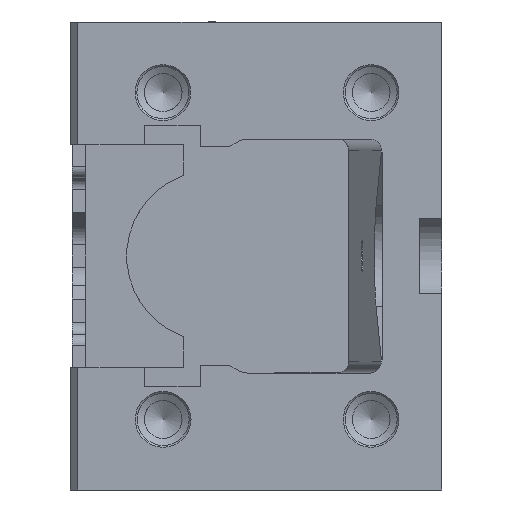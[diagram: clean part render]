
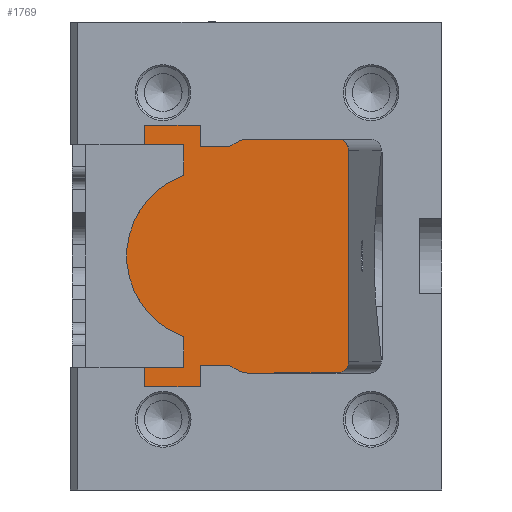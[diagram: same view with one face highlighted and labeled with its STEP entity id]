
A CAD part, left-side view. The second image highlights one B-rep face of the part: STEP entity #1769.
In plain terms, the highlighted planar face has unit normal (-1, 0, 0).
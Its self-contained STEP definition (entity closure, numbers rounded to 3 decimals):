
#150 = EDGE_CURVE ( 'NONE', #2896, #400, #10728, .T. ) ;
#182 = CARTESIAN_POINT ( 'NONE',  ( 402., 107., -29.5 ) ) ;
#209 = CARTESIAN_POINT ( 'NONE',  ( 402., 83.5, -100. ) ) ;
#239 = LINE ( 'NONE', #182, #8365 ) ;
#245 = DIRECTION ( 'NONE',  ( 0., 1., 0. ) ) ;
#279 = VERTEX_POINT ( 'NONE', #864 ) ;
#400 = VERTEX_POINT ( 'NONE', #10359 ) ;
#412 = DIRECTION ( 'NONE',  ( 0., 0., -1. ) ) ;
#583 = CARTESIAN_POINT ( 'NONE',  ( 402., 58.263, -30.83 ) ) ;
#587 = ORIENTED_EDGE ( 'NONE', *, *, #150, .F. ) ;
#623 = LINE ( 'NONE', #847, #2339 ) ;
#690 = LINE ( 'NONE', #6262, #4350 ) ;
#698 = PLANE ( 'NONE',  #9885 ) ;
#746 = CARTESIAN_POINT ( 'NONE',  ( 402., 55.763, -26.5 ) ) ;
#759 = DIRECTION ( 'NONE',  ( 0., -1., 0. ) ) ;
#817 = DIRECTION ( 'NONE',  ( -1., 0., 0. ) ) ;
#847 = CARTESIAN_POINT ( 'NONE',  ( 402., 63.737, 27.67 ) ) ;
#864 = CARTESIAN_POINT ( 'NONE',  ( 402., 55.763, 31.5 ) ) ;
#871 = CARTESIAN_POINT ( 'NONE',  ( 402., 55.763, -31.5 ) ) ;
#1088 = DIRECTION ( 'NONE',  ( 0., 1., 0. ) ) ;
#1155 = CARTESIAN_POINT ( 'NONE',  ( 402., 55.763, 26.5 ) ) ;
#1169 = ORIENTED_EDGE ( 'NONE', *, *, #1937, .F. ) ;
#1247 = LINE ( 'NONE', #10588, #1392 ) ;
#1270 = VERTEX_POINT ( 'NONE', #8026 ) ;
#1392 = VECTOR ( 'NONE', #7252, 1000. ) ;
#1406 = EDGE_CURVE ( 'NONE', #2210, #2310, #7754, .T. ) ;
#1447 = LINE ( 'NONE', #9244, #5620 ) ;
#1466 = VECTOR ( 'NONE', #3519, 1000. ) ;
#1474 = CARTESIAN_POINT ( 'NONE',  ( 402., 83.5, -35.25 ) ) ;
#1507 = EDGE_CURVE ( 'NONE', #1881, #4682, #8284, .T. ) ;
#1552 = DIRECTION ( 'NONE',  ( 0., 0., 1. ) ) ;
#1648 = VECTOR ( 'NONE', #7054, 1000. ) ;
#1708 = CARTESIAN_POINT ( 'NONE',  ( 402., 83.5, -30. ) ) ;
#1769 = ADVANCED_FACE ( 'NONE', ( #10893 ), #698, .T. ) ;
#1781 = EDGE_CURVE ( 'NONE', #3066, #2925, #5110, .T. ) ;
#1881 = VERTEX_POINT ( 'NONE', #1708 ) ;
#1937 = EDGE_CURVE ( 'NONE', #3993, #2554, #1447, .T. ) ;
#2201 = VECTOR ( 'NONE', #5115, 1000. ) ;
#2210 = VERTEX_POINT ( 'NONE', #6247 ) ;
#2310 = VERTEX_POINT ( 'NONE', #583 ) ;
#2339 = VECTOR ( 'NONE', #3427, 1000. ) ;
#2554 = VERTEX_POINT ( 'NONE', #4318 ) ;
#2557 = CARTESIAN_POINT ( 'NONE',  ( 402., 107., 29.5 ) ) ;
#2559 = CARTESIAN_POINT ( 'NONE',  ( 402., 68.5, 29.5 ) ) ;
#2806 = ORIENTED_EDGE ( 'NONE', *, *, #5852, .T. ) ;
#2878 = ORIENTED_EDGE ( 'NONE', *, *, #1781, .F. ) ;
#2896 = VERTEX_POINT ( 'NONE', #10809 ) ;
#2925 = VERTEX_POINT ( 'NONE', #5041 ) ;
#3021 = EDGE_CURVE ( 'NONE', #2925, #3494, #8873, .T. ) ;
#3066 = VERTEX_POINT ( 'NONE', #6118 ) ;
#3113 = DIRECTION ( 'NONE',  ( -1., 0., 0. ) ) ;
#3137 = CARTESIAN_POINT ( 'NONE',  ( 402., 63.737, -27.67 ) ) ;
#3150 = CARTESIAN_POINT ( 'NONE',  ( 402., 55.763, -31.5 ) ) ;
#3163 = CARTESIAN_POINT ( 'NONE',  ( 402., 58.263, 30.83 ) ) ;
#3173 = LINE ( 'NONE', #9722, #9349 ) ;
#3267 = ORIENTED_EDGE ( 'NONE', *, *, #10822, .F. ) ;
#3281 = VERTEX_POINT ( 'NONE', #1474 ) ;
#3381 = ORIENTED_EDGE ( 'NONE', *, *, #4139, .F. ) ;
#3427 = DIRECTION ( 'NONE',  ( 0., 0.866, -0.5 ) ) ;
#3494 = VERTEX_POINT ( 'NONE', #6869 ) ;
#3519 = DIRECTION ( 'NONE',  ( 0., 1., 0. ) ) ;
#3736 = EDGE_CURVE ( 'NONE', #3494, #1270, #1247, .T. ) ;
#3838 = VERTEX_POINT ( 'NONE', #3163 ) ;
#3993 = VERTEX_POINT ( 'NONE', #7649 ) ;
#4114 = ORIENTED_EDGE ( 'NONE', *, *, #9764, .F. ) ;
#4139 = EDGE_CURVE ( 'NONE', #2554, #3281, #8571, .T. ) ;
#4185 = DIRECTION ( 'NONE',  ( 0., 0., -1. ) ) ;
#4318 = CARTESIAN_POINT ( 'NONE',  ( 402., 68.5, -35.25 ) ) ;
#4350 = VECTOR ( 'NONE', #8631, 1000. ) ;
#4388 = VERTEX_POINT ( 'NONE', #10725 ) ;
#4438 = ORIENTED_EDGE ( 'NONE', *, *, #5972, .T. ) ;
#4548 = ORIENTED_EDGE ( 'NONE', *, *, #1507, .F. ) ;
#4682 = VERTEX_POINT ( 'NONE', #10502 ) ;
#4743 = DIRECTION ( 'NONE',  ( 0., -1., 0. ) ) ;
#5002 = DIRECTION ( 'NONE',  ( 0., 0., -1. ) ) ;
#5041 = CARTESIAN_POINT ( 'NONE',  ( 402., 83.5, 30. ) ) ;
#5110 = LINE ( 'NONE', #6470, #7742 ) ;
#5115 = DIRECTION ( 'NONE',  ( 0., 0., 1. ) ) ;
#5620 = VECTOR ( 'NONE', #4185, 1000. ) ;
#5641 = VECTOR ( 'NONE', #5748, 1000. ) ;
#5687 = LINE ( 'NONE', #871, #6778 ) ;
#5748 = DIRECTION ( 'NONE',  ( 0., -0.866, -0.5 ) ) ;
#5808 = EDGE_LOOP ( 'NONE', ( #2806, #587, #7496, #4438, #7284, #10748, #8544, #9090, #10708, #2878, #3267, #4548, #4114, #3381, #1169, #6474, #6203, #5933 ) ) ;
#5852 = EDGE_CURVE ( 'NONE', #9804, #400, #5687, .T. ) ;
#5867 = AXIS2_PLACEMENT_3D ( 'NONE', #746, #817, #7501 ) ;
#5933 = ORIENTED_EDGE ( 'NONE', *, *, #7061, .T. ) ;
#5971 = DIRECTION ( 'NONE',  ( 0., -1., 0. ) ) ;
#5972 = EDGE_CURVE ( 'NONE', #279, #3838, #6230, .T. ) ;
#6118 = CARTESIAN_POINT ( 'NONE',  ( 402., 99.31, 30. ) ) ;
#6137 = EDGE_CURVE ( 'NONE', #1270, #8193, #6896, .T. ) ;
#6203 = ORIENTED_EDGE ( 'NONE', *, *, #1406, .T. ) ;
#6230 = CIRCLE ( 'NONE', #7764, 5. ) ;
#6247 = CARTESIAN_POINT ( 'NONE',  ( 402., 60.567, -29.5 ) ) ;
#6262 = CARTESIAN_POINT ( 'NONE',  ( 402., 99.31, 57. ) ) ;
#6269 = VECTOR ( 'NONE', #5002, 1000. ) ;
#6289 = CARTESIAN_POINT ( 'NONE',  ( 402., 83.5, -100. ) ) ;
#6470 = CARTESIAN_POINT ( 'NONE',  ( 402., 103.5, 30. ) ) ;
#6474 = ORIENTED_EDGE ( 'NONE', *, *, #8586, .F. ) ;
#6582 = CARTESIAN_POINT ( 'NONE',  ( 402., 0., 0. ) ) ;
#6696 = EDGE_CURVE ( 'NONE', #279, #2896, #3173, .T. ) ;
#6748 = LINE ( 'NONE', #2557, #9472 ) ;
#6769 = EDGE_CURVE ( 'NONE', #8193, #4388, #6748, .T. ) ;
#6778 = VECTOR ( 'NONE', #5971, 1000. ) ;
#6869 = CARTESIAN_POINT ( 'NONE',  ( 402., 83.5, 35.25 ) ) ;
#6896 = LINE ( 'NONE', #10468, #9619 ) ;
#7054 = DIRECTION ( 'NONE',  ( 0., 0., 1. ) ) ;
#7061 = EDGE_CURVE ( 'NONE', #2310, #9804, #9185, .T. ) ;
#7252 = DIRECTION ( 'NONE',  ( 0., -1., 0. ) ) ;
#7284 = ORIENTED_EDGE ( 'NONE', *, *, #8541, .T. ) ;
#7496 = ORIENTED_EDGE ( 'NONE', *, *, #6696, .F. ) ;
#7501 = DIRECTION ( 'NONE',  ( 0., 0., -1. ) ) ;
#7649 = CARTESIAN_POINT ( 'NONE',  ( 402., 68.5, -29.5 ) ) ;
#7742 = VECTOR ( 'NONE', #9091, 1000. ) ;
#7754 = LINE ( 'NONE', #3137, #5641 ) ;
#7764 = AXIS2_PLACEMENT_3D ( 'NONE', #1155, #10252, #8699 ) ;
#7765 = CARTESIAN_POINT ( 'NONE',  ( 402., 107., -30. ) ) ;
#8026 = CARTESIAN_POINT ( 'NONE',  ( 402., 68.5, 35.25 ) ) ;
#8193 = VERTEX_POINT ( 'NONE', #2559 ) ;
#8284 = LINE ( 'NONE', #7765, #1466 ) ;
#8336 = LINE ( 'NONE', #6289, #1648 ) ;
#8365 = VECTOR ( 'NONE', #1088, 1000. ) ;
#8541 = EDGE_CURVE ( 'NONE', #3838, #4388, #623, .T. ) ;
#8544 = ORIENTED_EDGE ( 'NONE', *, *, #6137, .F. ) ;
#8571 = LINE ( 'NONE', #10324, #9493 ) ;
#8586 = EDGE_CURVE ( 'NONE', #2210, #3993, #239, .T. ) ;
#8631 = DIRECTION ( 'NONE',  ( 0., 0., 1. ) ) ;
#8699 = DIRECTION ( 'NONE',  ( 0., 0., -1. ) ) ;
#8873 = LINE ( 'NONE', #209, #2201 ) ;
#9090 = ORIENTED_EDGE ( 'NONE', *, *, #3736, .F. ) ;
#9091 = DIRECTION ( 'NONE',  ( 0., -1., 0. ) ) ;
#9148 = CARTESIAN_POINT ( 'NONE',  ( 402., 27.31, 57. ) ) ;
#9185 = CIRCLE ( 'NONE', #5867, 5. ) ;
#9244 = CARTESIAN_POINT ( 'NONE',  ( 402., 68.5, -100. ) ) ;
#9349 = VECTOR ( 'NONE', #4743, 1000. ) ;
#9472 = VECTOR ( 'NONE', #759, 1000. ) ;
#9493 = VECTOR ( 'NONE', #245, 1000. ) ;
#9619 = VECTOR ( 'NONE', #412, 1000. ) ;
#9722 = CARTESIAN_POINT ( 'NONE',  ( 402., 55.763, 31.5 ) ) ;
#9764 = EDGE_CURVE ( 'NONE', #3281, #1881, #8336, .T. ) ;
#9804 = VERTEX_POINT ( 'NONE', #3150 ) ;
#9885 = AXIS2_PLACEMENT_3D ( 'NONE', #6582, #3113, #1552 ) ;
#10252 = DIRECTION ( 'NONE',  ( -1., 0., 0. ) ) ;
#10324 = CARTESIAN_POINT ( 'NONE',  ( 402., 107., -35.25 ) ) ;
#10359 = CARTESIAN_POINT ( 'NONE',  ( 402., 27.31, -31.5 ) ) ;
#10468 = CARTESIAN_POINT ( 'NONE',  ( 402., 68.5, -100. ) ) ;
#10502 = CARTESIAN_POINT ( 'NONE',  ( 402., 99.31, -30. ) ) ;
#10588 = CARTESIAN_POINT ( 'NONE',  ( 402., 107., 35.25 ) ) ;
#10708 = ORIENTED_EDGE ( 'NONE', *, *, #3021, .F. ) ;
#10725 = CARTESIAN_POINT ( 'NONE',  ( 402., 60.567, 29.5 ) ) ;
#10728 = LINE ( 'NONE', #9148, #6269 ) ;
#10748 = ORIENTED_EDGE ( 'NONE', *, *, #6769, .F. ) ;
#10809 = CARTESIAN_POINT ( 'NONE',  ( 402., 27.31, 31.5 ) ) ;
#10822 = EDGE_CURVE ( 'NONE', #4682, #3066, #690, .T. ) ;
#10893 = FACE_OUTER_BOUND ( 'NONE', #5808, .T. ) ;
